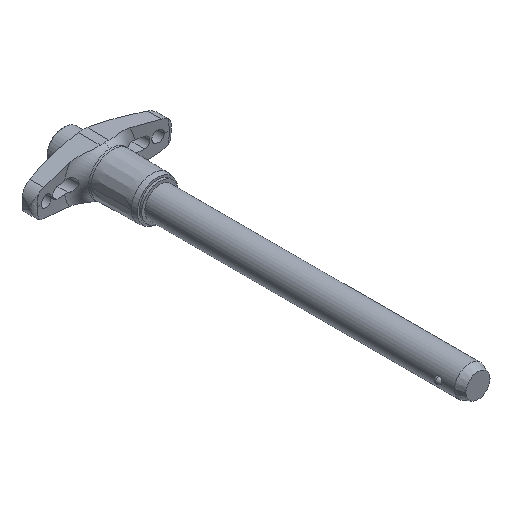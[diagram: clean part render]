
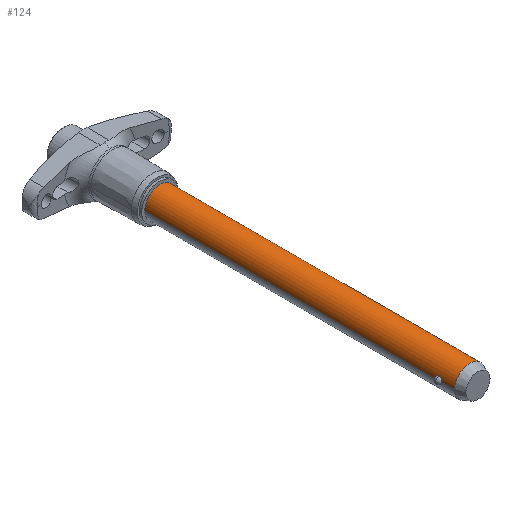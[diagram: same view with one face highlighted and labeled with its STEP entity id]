
A CAD part, isometric view. The second image highlights one B-rep face of the part: STEP entity #124.
In plain terms, the highlighted cylindrical face has radius 6.35 mm (diameter 12.7 mm), a partial arc.
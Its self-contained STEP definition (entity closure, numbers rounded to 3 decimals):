
#124=ADVANCED_FACE('',(#297),#298,.T.);
#297=FACE_OUTER_BOUND('',#520,.T.);
#298=CYLINDRICAL_SURFACE('',#521,6.35);
#520=EDGE_LOOP('',(#830,#831,#832,#833,#834,#835,#836,#837,#838,#839));
#521=AXIS2_PLACEMENT_3D('',#840,#841,#842);
#830=ORIENTED_EDGE('',*,*,#1438,.T.);
#831=ORIENTED_EDGE('',*,*,#1452,.T.);
#832=ORIENTED_EDGE('',*,*,#1453,.T.);
#833=ORIENTED_EDGE('',*,*,#1444,.T.);
#834=ORIENTED_EDGE('',*,*,#1448,.F.);
#835=ORIENTED_EDGE('',*,*,#1442,.T.);
#836=ORIENTED_EDGE('',*,*,#1454,.T.);
#837=ORIENTED_EDGE('',*,*,#1455,.T.);
#838=ORIENTED_EDGE('',*,*,#1439,.T.);
#839=ORIENTED_EDGE('',*,*,#1456,.T.);
#840=CARTESIAN_POINT('',(0.0,-66.802,0.0));
#841=DIRECTION('',(-0.0,1.0,0.0));
#842=DIRECTION('',(1.0,0.0,0.0));
#1438=EDGE_CURVE('',#1657,#1761,#1762,.T.);
#1439=EDGE_CURVE('',#1763,#1661,#1764,.T.);
#1442=EDGE_CURVE('',#1769,#1767,#1770,.T.);
#1444=EDGE_CURVE('',#1773,#1771,#1774,.T.);
#1448=EDGE_CURVE('',#1769,#1771,#1779,.T.);
#1452=EDGE_CURVE('',#1761,#1785,#1786,.T.);
#1453=EDGE_CURVE('',#1785,#1773,#1787,.T.);
#1454=EDGE_CURVE('',#1767,#1788,#1789,.T.);
#1455=EDGE_CURVE('',#1788,#1763,#1790,.T.);
#1456=EDGE_CURVE('',#1661,#1657,#1791,.T.);
#1657=VERTEX_POINT('',#2135);
#1661=VERTEX_POINT('',#2140);
#1761=VERTEX_POINT('',#2644);
#1762=LINE('',#2645,#2646);
#1763=VERTEX_POINT('',#2647);
#1764=LINE('',#2648,#2649);
#1767=VERTEX_POINT('',#2665);
#1769=VERTEX_POINT('',#2680);
#1770=LINE('',#2681,#2682);
#1771=VERTEX_POINT('',#2683);
#1773=VERTEX_POINT('',#2685);
#1774=LINE('',#2686,#2687);
#1779=CIRCLE('',#2718,6.35);
#1785=VERTEX_POINT('',#2724);
#1786=B_SPLINE_CURVE_WITH_KNOTS('',3,(#2725,#2726,#2727,#2728,#2729,#2730,#2731,#2732,#2733,#2734,#2735,#2736,#2737,#2738),.UNSPECIFIED.,.F.,.F.,(4,2,2,2,2,2,4),(2.221,2.596,2.971,3.2,3.429,3.935,4.442),.UNSPECIFIED.);
#1787=B_SPLINE_CURVE_WITH_KNOTS('',3,(#2739,#2740,#2741,#2742,#2743,#2744,#2745,#2746,#2747,#2748,#2749,#2750,#2751,#2752),.UNSPECIFIED.,.F.,.F.,(4,2,2,2,2,2,4),(4.442,4.948,5.455,5.684,5.912,6.288,6.663),.UNSPECIFIED.);
#1788=VERTEX_POINT('',#2753);
#1789=B_SPLINE_CURVE_WITH_KNOTS('',3,(#2754,#2755,#2756,#2757,#2758,#2759,#2760,#2761,#2762,#2763,#2764,#2765,#2766,#2767),.UNSPECIFIED.,.F.,.F.,(4,2,2,2,2,2,4),(6.663,7.038,7.413,7.642,7.871,8.377,8.884),.UNSPECIFIED.);
#1790=B_SPLINE_CURVE_WITH_KNOTS('',3,(#2768,#2769,#2770,#2771,#2772,#2773,#2774,#2775,#2776,#2777,#2778,#2779,#2780,#2781),.UNSPECIFIED.,.F.,.F.,(4,2,2,2,2,2,4),(0.0,0.507,1.013,1.242,1.471,1.846,2.221),.UNSPECIFIED.);
#1791=CIRCLE('',#2782,6.35);
#2135=CARTESIAN_POINT('',(6.35,-130.099,0.0));
#2140=CARTESIAN_POINT('',(-6.35,-130.099,0.));
#2644=CARTESIAN_POINT('',(6.35,-124.857,0.));
#2645=CARTESIAN_POINT('',(6.35,-66.802,0.));
#2646=VECTOR('',#3991,1.0);
#2647=CARTESIAN_POINT('',(-6.35,-124.857,0.));
#2648=CARTESIAN_POINT('',(-6.35,-66.802,0.));
#2649=VECTOR('',#3992,1.0);
#2665=CARTESIAN_POINT('',(-6.35,-121.92,0.));
#2680=CARTESIAN_POINT('',(-6.35,0.0,0.));
#2681=CARTESIAN_POINT('',(-6.35,-66.802,0.));
#2682=VECTOR('',#3993,1.0);
#2683=CARTESIAN_POINT('',(6.35,0.0,0.0));
#2685=CARTESIAN_POINT('',(6.35,-121.92,0.));
#2686=CARTESIAN_POINT('',(6.35,-66.802,0.));
#2687=VECTOR('',#3997,1.0);
#2718=AXIS2_PLACEMENT_3D('',#3998,#3999,#4000);
#2724=CARTESIAN_POINT('',(6.172,-123.388,1.495));
#2725=CARTESIAN_POINT('',(6.35,-124.857,0.0));
#2726=CARTESIAN_POINT('',(6.35,-124.857,0.125));
#2727=CARTESIAN_POINT('',(6.346,-124.841,0.261));
#2728=CARTESIAN_POINT('',(6.33,-124.772,0.522));
#2729=CARTESIAN_POINT('',(6.318,-124.719,0.648));
#2730=CARTESIAN_POINT('',(6.297,-124.62,0.822));
#2731=CARTESIAN_POINT('',(6.288,-124.573,0.891));
#2732=CARTESIAN_POINT('',(6.268,-124.469,1.019));
#2733=CARTESIAN_POINT('',(6.258,-124.411,1.079));
#2734=CARTESIAN_POINT('',(6.229,-124.229,1.24));
#2735=CARTESIAN_POINT('',(6.208,-124.074,1.336));
#2736=CARTESIAN_POINT('',(6.179,-123.738,1.464));
#2737=CARTESIAN_POINT('',(6.172,-123.557,1.495));
#2738=CARTESIAN_POINT('',(6.172,-123.388,1.495));
#2739=CARTESIAN_POINT('',(6.172,-123.388,1.495));
#2740=CARTESIAN_POINT('',(6.172,-123.22,1.495));
#2741=CARTESIAN_POINT('',(6.179,-123.039,1.464));
#2742=CARTESIAN_POINT('',(6.208,-122.703,1.336));
#2743=CARTESIAN_POINT('',(6.229,-122.548,1.24));
#2744=CARTESIAN_POINT('',(6.258,-122.366,1.079));
#2745=CARTESIAN_POINT('',(6.268,-122.308,1.019));
#2746=CARTESIAN_POINT('',(6.288,-122.203,0.891));
#2747=CARTESIAN_POINT('',(6.297,-122.157,0.822));
#2748=CARTESIAN_POINT('',(6.318,-122.058,0.648));
#2749=CARTESIAN_POINT('',(6.33,-122.005,0.522));
#2750=CARTESIAN_POINT('',(6.346,-121.936,0.261));
#2751=CARTESIAN_POINT('',(6.35,-121.92,0.125));
#2752=CARTESIAN_POINT('',(6.35,-121.92,0.));
#2753=CARTESIAN_POINT('',(-6.172,-123.388,1.495));
#2754=CARTESIAN_POINT('',(-6.35,-121.92,0.));
#2755=CARTESIAN_POINT('',(-6.35,-121.92,0.125));
#2756=CARTESIAN_POINT('',(-6.346,-121.936,0.261));
#2757=CARTESIAN_POINT('',(-6.33,-122.005,0.522));
#2758=CARTESIAN_POINT('',(-6.318,-122.058,0.648));
#2759=CARTESIAN_POINT('',(-6.297,-122.157,0.822));
#2760=CARTESIAN_POINT('',(-6.288,-122.203,0.891));
#2761=CARTESIAN_POINT('',(-6.268,-122.308,1.019));
#2762=CARTESIAN_POINT('',(-6.258,-122.366,1.079));
#2763=CARTESIAN_POINT('',(-6.229,-122.548,1.24));
#2764=CARTESIAN_POINT('',(-6.208,-122.703,1.336));
#2765=CARTESIAN_POINT('',(-6.179,-123.039,1.464));
#2766=CARTESIAN_POINT('',(-6.172,-123.22,1.495));
#2767=CARTESIAN_POINT('',(-6.172,-123.388,1.495));
#2768=CARTESIAN_POINT('',(-6.172,-123.388,1.495));
#2769=CARTESIAN_POINT('',(-6.172,-123.557,1.495));
#2770=CARTESIAN_POINT('',(-6.179,-123.738,1.464));
#2771=CARTESIAN_POINT('',(-6.208,-124.074,1.336));
#2772=CARTESIAN_POINT('',(-6.229,-124.229,1.24));
#2773=CARTESIAN_POINT('',(-6.258,-124.411,1.079));
#2774=CARTESIAN_POINT('',(-6.268,-124.469,1.019));
#2775=CARTESIAN_POINT('',(-6.288,-124.573,0.891));
#2776=CARTESIAN_POINT('',(-6.297,-124.62,0.822));
#2777=CARTESIAN_POINT('',(-6.318,-124.719,0.648));
#2778=CARTESIAN_POINT('',(-6.33,-124.772,0.522));
#2779=CARTESIAN_POINT('',(-6.346,-124.841,0.261));
#2780=CARTESIAN_POINT('',(-6.35,-124.857,0.125));
#2781=CARTESIAN_POINT('',(-6.35,-124.857,0.));
#2782=AXIS2_PLACEMENT_3D('',#4007,#4008,#4009);
#3991=DIRECTION('',(0.0,1.0,0.0));
#3992=DIRECTION('',(-0.0,-1.0,-0.0));
#3993=DIRECTION('',(-0.0,-1.0,-0.0));
#3997=DIRECTION('',(0.0,1.0,0.0));
#3998=CARTESIAN_POINT('',(0.0,0.0,0.0));
#3999=DIRECTION('',(-0.0,1.0,0.0));
#4000=DIRECTION('',(1.0,0.0,0.0));
#4007=CARTESIAN_POINT('',(0.0,-130.099,0.0));
#4008=DIRECTION('',(0.,1.0,0.0));
#4009=DIRECTION('',(1.0,0.,0.0));
